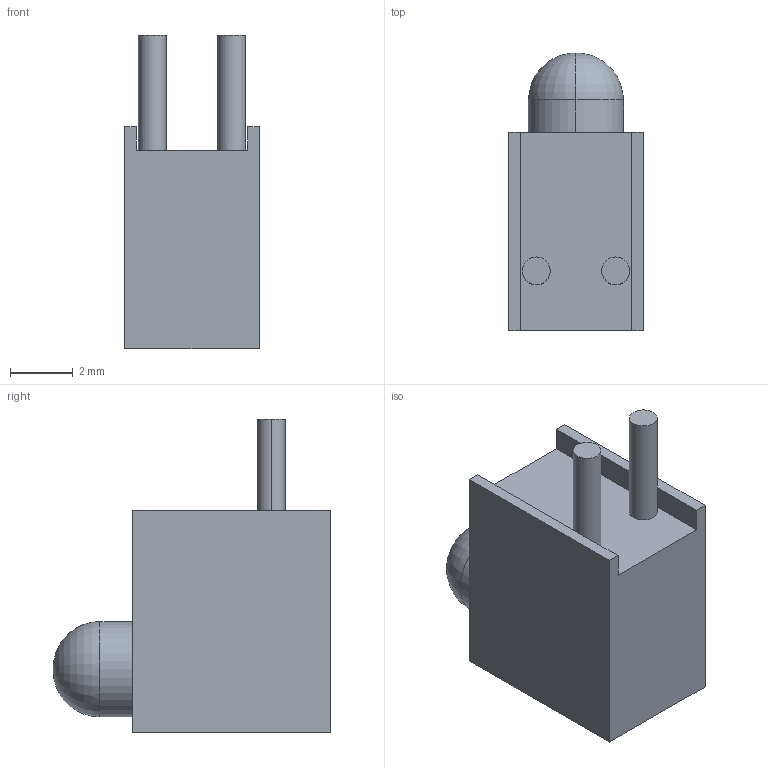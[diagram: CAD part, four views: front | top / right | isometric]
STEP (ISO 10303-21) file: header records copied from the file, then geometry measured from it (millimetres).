
FILE_DESCRIPTION (( 'STEP AP214' ), '1' );
FILE_NAME ('User Library-501-0207F.STEP', '2017-01-16T20:23:33', ( 'Windows User' ), ( '' ), 'SwSTEP 2.0', 'SolidWorks 2017', '' );
FILE_SCHEMA (( 'AUTOMOTIVE_DESIGN' ));
Length unit declared in the file: millimetre
Products named in the file (1): User Library-501-0207F
Bounding box: 4.32 x 8.89 x 10.03 mm (x, y, z)
Volume: 197.4 mm3; surface area: 248.6 mm2
Topology: 1 solids, 1 shells, 21 faces, 46 edges, 30 vertices
Faces by surface type: plane 13, cylinder 6, torus 2
Entity records: 614 total; most frequent: DIRECTION 106, CARTESIAN_POINT 98, ORIENTED_EDGE 92, EDGE_CURVE 46, AXIS2_PLACEMENT_3D 38, LINE 30, VECTOR 30, VERTEX_POINT 30
